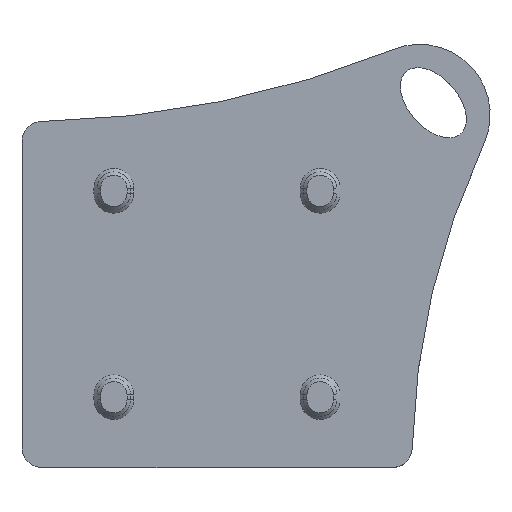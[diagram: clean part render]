
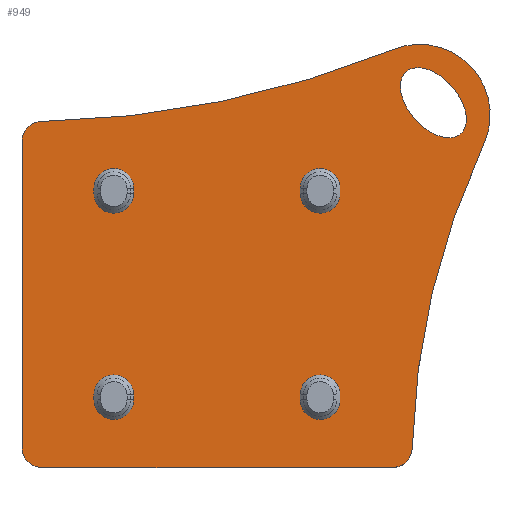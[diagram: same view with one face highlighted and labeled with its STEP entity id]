
A CAD part, top view. The second image highlights one B-rep face of the part: STEP entity #949.
In plain terms, the highlighted planar face has unit normal (0, 0, 1).
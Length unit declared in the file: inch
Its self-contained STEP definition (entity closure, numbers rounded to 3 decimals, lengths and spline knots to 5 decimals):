
#32=ELLIPSE('',#1050,0.125,0.075);
#34=FACE_BOUND('',#138,.T.);
#35=FACE_BOUND('',#139,.T.);
#36=FACE_BOUND('',#140,.T.);
#37=FACE_BOUND('',#141,.T.);
#38=FACE_BOUND('',#142,.T.);
#41=PLANE('',#1036);
#74=FACE_OUTER_BOUND('',#137,.T.);
#137=EDGE_LOOP('',(#663,#664,#665,#666,#667,#668,#669,#670));
#138=EDGE_LOOP('',(#671,#672,#673,#674));
#139=EDGE_LOOP('',(#675,#676,#677,#678));
#140=EDGE_LOOP('',(#679,#680,#681,#682));
#141=EDGE_LOOP('',(#683,#684,#685,#686));
#142=EDGE_LOOP('',(#687));
#206=LINE('',#1463,#299);
#209=LINE('',#1469,#302);
#210=LINE('',#1481,#303);
#211=LINE('',#1485,#304);
#212=LINE('',#1489,#305);
#213=LINE('',#1493,#306);
#214=LINE('',#1497,#307);
#215=LINE('',#1501,#308);
#216=LINE('',#1505,#309);
#217=LINE('',#1509,#310);
#299=VECTOR('',#1152,0.3937);
#302=VECTOR('',#1157,0.3937);
#303=VECTOR('',#1168,0.3937);
#304=VECTOR('',#1171,0.3937);
#305=VECTOR('',#1174,0.3937);
#306=VECTOR('',#1177,0.3937);
#307=VECTOR('',#1180,0.3937);
#308=VECTOR('',#1183,0.3937);
#309=VECTOR('',#1186,0.3937);
#310=VECTOR('',#1189,0.3937);
#390=CIRCLE('',#1033,0.06);
#392=CIRCLE('',#1037,0.06);
#393=CIRCLE('',#1038,2.3125);
#394=CIRCLE('',#1039,0.21356);
#395=CIRCLE('',#1040,3.);
#396=CIRCLE('',#1041,0.06);
#397=CIRCLE('',#1042,0.06);
#398=CIRCLE('',#1043,0.06);
#399=CIRCLE('',#1044,0.06);
#400=CIRCLE('',#1045,0.06);
#401=CIRCLE('',#1046,0.06);
#402=CIRCLE('',#1047,0.06);
#403=CIRCLE('',#1048,0.06);
#404=CIRCLE('',#1049,0.06);
#434=VERTEX_POINT('',#1453);
#435=VERTEX_POINT('',#1454);
#438=VERTEX_POINT('',#1462);
#440=VERTEX_POINT('',#1468);
#441=VERTEX_POINT('',#1470);
#442=VERTEX_POINT('',#1472);
#443=VERTEX_POINT('',#1474);
#444=VERTEX_POINT('',#1476);
#445=VERTEX_POINT('',#1479);
#446=VERTEX_POINT('',#1480);
#447=VERTEX_POINT('',#1482);
#448=VERTEX_POINT('',#1484);
#449=VERTEX_POINT('',#1487);
#450=VERTEX_POINT('',#1488);
#451=VERTEX_POINT('',#1490);
#452=VERTEX_POINT('',#1492);
#453=VERTEX_POINT('',#1495);
#454=VERTEX_POINT('',#1496);
#455=VERTEX_POINT('',#1498);
#456=VERTEX_POINT('',#1500);
#457=VERTEX_POINT('',#1503);
#458=VERTEX_POINT('',#1504);
#459=VERTEX_POINT('',#1506);
#460=VERTEX_POINT('',#1508);
#461=VERTEX_POINT('',#1511);
#516=EDGE_CURVE('',#434,#435,#390,.T.);
#520=EDGE_CURVE('',#435,#438,#206,.T.);
#523=EDGE_CURVE('',#440,#434,#209,.T.);
#524=EDGE_CURVE('',#441,#440,#392,.T.);
#525=EDGE_CURVE('',#441,#442,#393,.T.);
#526=EDGE_CURVE('',#442,#443,#394,.T.);
#527=EDGE_CURVE('',#443,#444,#395,.T.);
#528=EDGE_CURVE('',#438,#444,#396,.T.);
#529=EDGE_CURVE('',#445,#446,#210,.T.);
#530=EDGE_CURVE('',#447,#445,#397,.T.);
#531=EDGE_CURVE('',#448,#447,#211,.T.);
#532=EDGE_CURVE('',#446,#448,#398,.T.);
#533=EDGE_CURVE('',#449,#450,#212,.T.);
#534=EDGE_CURVE('',#451,#449,#399,.T.);
#535=EDGE_CURVE('',#452,#451,#213,.T.);
#536=EDGE_CURVE('',#450,#452,#400,.T.);
#537=EDGE_CURVE('',#453,#454,#214,.T.);
#538=EDGE_CURVE('',#455,#453,#401,.T.);
#539=EDGE_CURVE('',#456,#455,#215,.T.);
#540=EDGE_CURVE('',#454,#456,#402,.T.);
#541=EDGE_CURVE('',#457,#458,#216,.T.);
#542=EDGE_CURVE('',#459,#457,#403,.T.);
#543=EDGE_CURVE('',#460,#459,#217,.T.);
#544=EDGE_CURVE('',#458,#460,#404,.T.);
#545=EDGE_CURVE('',#461,#461,#32,.T.);
#663=ORIENTED_EDGE('',*,*,#516,.F.);
#664=ORIENTED_EDGE('',*,*,#523,.F.);
#665=ORIENTED_EDGE('',*,*,#524,.F.);
#666=ORIENTED_EDGE('',*,*,#525,.T.);
#667=ORIENTED_EDGE('',*,*,#526,.T.);
#668=ORIENTED_EDGE('',*,*,#527,.T.);
#669=ORIENTED_EDGE('',*,*,#528,.F.);
#670=ORIENTED_EDGE('',*,*,#520,.F.);
#671=ORIENTED_EDGE('',*,*,#529,.F.);
#672=ORIENTED_EDGE('',*,*,#530,.F.);
#673=ORIENTED_EDGE('',*,*,#531,.F.);
#674=ORIENTED_EDGE('',*,*,#532,.F.);
#675=ORIENTED_EDGE('',*,*,#533,.F.);
#676=ORIENTED_EDGE('',*,*,#534,.F.);
#677=ORIENTED_EDGE('',*,*,#535,.F.);
#678=ORIENTED_EDGE('',*,*,#536,.F.);
#679=ORIENTED_EDGE('',*,*,#537,.F.);
#680=ORIENTED_EDGE('',*,*,#538,.F.);
#681=ORIENTED_EDGE('',*,*,#539,.F.);
#682=ORIENTED_EDGE('',*,*,#540,.F.);
#683=ORIENTED_EDGE('',*,*,#541,.F.);
#684=ORIENTED_EDGE('',*,*,#542,.F.);
#685=ORIENTED_EDGE('',*,*,#543,.F.);
#686=ORIENTED_EDGE('',*,*,#544,.F.);
#687=ORIENTED_EDGE('',*,*,#545,.T.);
#949=ADVANCED_FACE('',(#74,#34,#35,#36,#37,#38),#41,.T.);
#1033=AXIS2_PLACEMENT_3D('',#1455,#1144,#1145);
#1036=AXIS2_PLACEMENT_3D('',#1467,#1155,#1156);
#1037=AXIS2_PLACEMENT_3D('',#1471,#1158,#1159);
#1038=AXIS2_PLACEMENT_3D('',#1473,#1160,#1161);
#1039=AXIS2_PLACEMENT_3D('',#1475,#1162,#1163);
#1040=AXIS2_PLACEMENT_3D('',#1477,#1164,#1165);
#1041=AXIS2_PLACEMENT_3D('',#1478,#1166,#1167);
#1042=AXIS2_PLACEMENT_3D('',#1483,#1169,#1170);
#1043=AXIS2_PLACEMENT_3D('',#1486,#1172,#1173);
#1044=AXIS2_PLACEMENT_3D('',#1491,#1175,#1176);
#1045=AXIS2_PLACEMENT_3D('',#1494,#1178,#1179);
#1046=AXIS2_PLACEMENT_3D('',#1499,#1181,#1182);
#1047=AXIS2_PLACEMENT_3D('',#1502,#1184,#1185);
#1048=AXIS2_PLACEMENT_3D('',#1507,#1187,#1188);
#1049=AXIS2_PLACEMENT_3D('',#1510,#1190,#1191);
#1050=AXIS2_PLACEMENT_3D('',#1512,#1192,#1193);
#1144=DIRECTION('center_axis',(0.,0.,-1.));
#1145=DIRECTION('ref_axis',(-0.707,-0.707,0.));
#1152=DIRECTION('',(0.,1.,0.));
#1155=DIRECTION('center_axis',(0.,0.,1.));
#1156=DIRECTION('ref_axis',(0.,-1.,0.));
#1157=DIRECTION('',(-1.,0.,0.));
#1158=DIRECTION('center_axis',(0.,0.,-1.));
#1159=DIRECTION('ref_axis',(0.698,-0.716,0.));
#1160=DIRECTION('center_axis',(0.,0.,-1.));
#1161=DIRECTION('ref_axis',(0.906,-0.423,0.));
#1162=DIRECTION('center_axis',(0.,0.,1.));
#1163=DIRECTION('ref_axis',(0.906,-0.423,0.));
#1164=DIRECTION('center_axis',(0.,0.,-1.));
#1165=DIRECTION('ref_axis',(0.,1.,0.));
#1166=DIRECTION('center_axis',(0.,0.,-1.));
#1167=DIRECTION('ref_axis',(-0.714,0.7,0.));
#1168=DIRECTION('',(0.,1.,0.));
#1169=DIRECTION('center_axis',(0.,0.,1.));
#1170=DIRECTION('ref_axis',(-1.,0.,0.));
#1171=DIRECTION('',(0.,-1.,0.));
#1172=DIRECTION('center_axis',(0.,0.,1.));
#1173=DIRECTION('ref_axis',(1.,0.,0.));
#1174=DIRECTION('',(0.,1.,0.));
#1175=DIRECTION('center_axis',(0.,0.,1.));
#1176=DIRECTION('ref_axis',(-1.,0.,0.));
#1177=DIRECTION('',(0.,-1.,0.));
#1178=DIRECTION('center_axis',(0.,0.,1.));
#1179=DIRECTION('ref_axis',(1.,0.,0.));
#1180=DIRECTION('',(0.,1.,0.));
#1181=DIRECTION('center_axis',(0.,0.,1.));
#1182=DIRECTION('ref_axis',(-1.,0.,0.));
#1183=DIRECTION('',(0.,-1.,0.));
#1184=DIRECTION('center_axis',(0.,0.,1.));
#1185=DIRECTION('ref_axis',(1.,0.,0.));
#1186=DIRECTION('',(0.,1.,0.));
#1187=DIRECTION('center_axis',(0.,0.,1.));
#1188=DIRECTION('ref_axis',(-1.,0.,0.));
#1189=DIRECTION('',(0.,-1.,0.));
#1190=DIRECTION('center_axis',(0.,0.,1.));
#1191=DIRECTION('ref_axis',(1.,0.,0.));
#1192=DIRECTION('center_axis',(0.,0.,-1.));
#1193=DIRECTION('ref_axis',(-0.662,0.749,0.));
#1453=CARTESIAN_POINT('',(-0.53055,-0.52543,0.125));
#1454=CARTESIAN_POINT('',(-0.59055,-0.46543,0.125));
#1455=CARTESIAN_POINT('Origin',(-0.53055,-0.46543,0.125));
#1462=CARTESIAN_POINT('',(-0.59055,0.46271,0.125));
#1463=CARTESIAN_POINT('',(-0.59055,0.52213,0.125));
#1467=CARTESIAN_POINT('Origin',(0.,0.52213,0.125));
#1468=CARTESIAN_POINT('',(0.53131,-0.52543,0.125));
#1469=CARTESIAN_POINT('',(0.,-0.52543,0.125));
#1470=CARTESIAN_POINT('',(0.59129,-0.46695,0.125));
#1471=CARTESIAN_POINT('Origin',(0.53131,-0.46543,0.125));
#1472=CARTESIAN_POINT('',(0.80753,0.45254,0.125));
#1473=CARTESIAN_POINT('Origin',(2.90305,-0.52543,0.125));
#1474=CARTESIAN_POINT('',(0.53395,0.74085,0.125));
#1475=CARTESIAN_POINT('Origin',(0.614,0.54286,0.125));
#1476=CARTESIAN_POINT('',(-0.53173,0.5227,0.125));
#1477=CARTESIAN_POINT('Origin',(-0.59055,3.52213,0.125));
#1478=CARTESIAN_POINT('Origin',(-0.53055,0.46271,0.125));
#1479=CARTESIAN_POINT('',(-0.2525,-0.32,0.125));
#1480=CARTESIAN_POINT('',(-0.2525,-0.305,0.125));
#1481=CARTESIAN_POINT('',(-0.2525,0.10106,0.125));
#1482=CARTESIAN_POINT('',(-0.3725,-0.32,0.125));
#1483=CARTESIAN_POINT('Origin',(-0.3125,-0.32,0.125));
#1484=CARTESIAN_POINT('',(-0.3725,-0.305,0.125));
#1485=CARTESIAN_POINT('',(-0.3725,0.10856,0.125));
#1486=CARTESIAN_POINT('Origin',(-0.3125,-0.305,0.125));
#1487=CARTESIAN_POINT('',(0.3725,-0.32,0.125));
#1488=CARTESIAN_POINT('',(0.3725,-0.305,0.125));
#1489=CARTESIAN_POINT('',(0.3725,0.10106,0.125));
#1490=CARTESIAN_POINT('',(0.2525,-0.32,0.125));
#1491=CARTESIAN_POINT('Origin',(0.3125,-0.32,0.125));
#1492=CARTESIAN_POINT('',(0.2525,-0.305,0.125));
#1493=CARTESIAN_POINT('',(0.2525,0.10856,0.125));
#1494=CARTESIAN_POINT('Origin',(0.3125,-0.305,0.125));
#1495=CARTESIAN_POINT('',(0.3725,0.305,0.125));
#1496=CARTESIAN_POINT('',(0.3725,0.32,0.125));
#1497=CARTESIAN_POINT('',(0.3725,0.41356,0.125));
#1498=CARTESIAN_POINT('',(0.2525,0.305,0.125));
#1499=CARTESIAN_POINT('Origin',(0.3125,0.305,0.125));
#1500=CARTESIAN_POINT('',(0.2525,0.32,0.125));
#1501=CARTESIAN_POINT('',(0.2525,0.42106,0.125));
#1502=CARTESIAN_POINT('Origin',(0.3125,0.32,0.125));
#1503=CARTESIAN_POINT('',(-0.2525,0.305,0.125));
#1504=CARTESIAN_POINT('',(-0.2525,0.32,0.125));
#1505=CARTESIAN_POINT('',(-0.2525,0.41356,0.125));
#1506=CARTESIAN_POINT('',(-0.3725,0.305,0.125));
#1507=CARTESIAN_POINT('Origin',(-0.3125,0.305,0.125));
#1508=CARTESIAN_POINT('',(-0.3725,0.32,0.125));
#1509=CARTESIAN_POINT('',(-0.3725,0.42106,0.125));
#1510=CARTESIAN_POINT('Origin',(-0.3125,0.32,0.125));
#1511=CARTESIAN_POINT('',(0.73833,0.48593,0.125));
#1512=CARTESIAN_POINT('Origin',(0.65553,0.57957,0.125));
